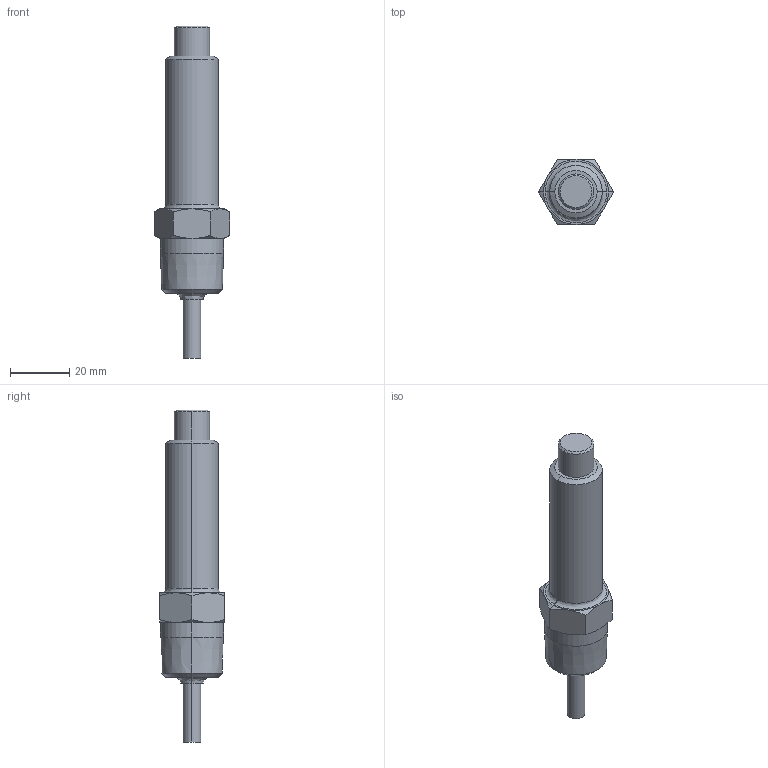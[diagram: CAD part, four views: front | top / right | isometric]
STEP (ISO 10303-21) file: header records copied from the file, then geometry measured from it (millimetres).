
FILE_DESCRIPTION (( 'STEP AP214' ), '1' );
FILE_NAME ('TM311-ART9_0.STEP', '2025-03-10T17:58:40', ( '' ), ( '' ), 'SwSTEP 2.0', 'SolidWorks 2021', '' );
FILE_SCHEMA (( 'AUTOMOTIVE_DESIGN' ));
Length unit declared in the file: inch
Products named in the file (1): TM311-ART9_0
Bounding box: 25.4 x 22 x 112.4 mm (x, y, z)
Volume: 25244.3 mm3; surface area: 6299.3 mm2
Topology: 1 solids, 1 shells, 49 faces, 100 edges, 58 vertices
Faces by surface type: cone 24, plane 13, cylinder 8, bspline 4
Entity records: 1772 total; most frequent: CARTESIAN_POINT 740, DIRECTION 210, ORIENTED_EDGE 200, EDGE_CURVE 100, AXIS2_PLACEMENT_3D 92, VERTEX_POINT 58, EDGE_LOOP 54, FACE_OUTER_BOUND 49
